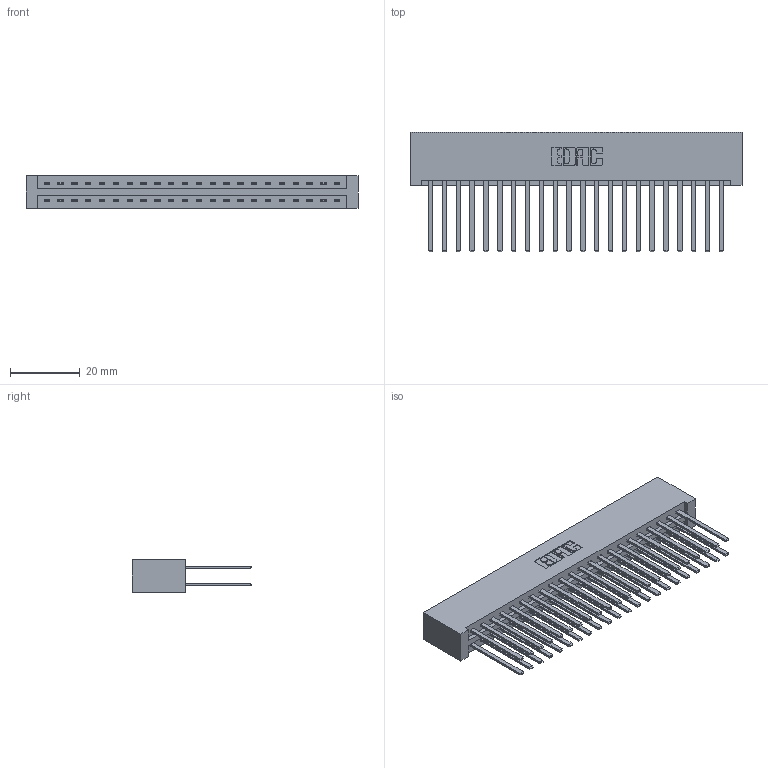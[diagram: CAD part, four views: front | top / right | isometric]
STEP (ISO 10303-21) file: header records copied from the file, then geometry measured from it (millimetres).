
FILE_DESCRIPTION (( 'STEP AP203' ), '1' );
FILE_NAME ('337-044-544-201.STEP', '2019-10-09T13:10:43', ( '' ), ( '' ), 'SwSTEP 2.0', 'SolidWorks 2016', '' );
FILE_SCHEMA (( 'CONFIG_CONTROL_DESIGN' ));
Length unit declared in the file: inch
Products named in the file (3): 345-292-001_345-293-144; 337 Part_No Mounting Lugs; 337-044-544-201
Assembly tree (45 placements, depth 2):
  337-044-544-201
    337 Part_No Mounting Lugs
    345-292-001_345-293-144  x44
Bounding box: 95.05 x 34.3 x 9.4 mm (x, y, z)
Volume: 11128.1 mm3; surface area: 14457.1 mm2
Topology: 45 solids, 45 shells, 2218 faces, 6579 edges, 4326 vertices
Faces by surface type: plane 1562, cylinder 656
Entity records: 19183 total; most frequent: CARTESIAN_POINT 3246, ORIENTED_EDGE 3182, DIRECTION 2787, EDGE_CURVE 1591, LINE 1475, VECTOR 1475, VERTEX_POINT 1058, AXIS2_PLACEMENT_3D 656
